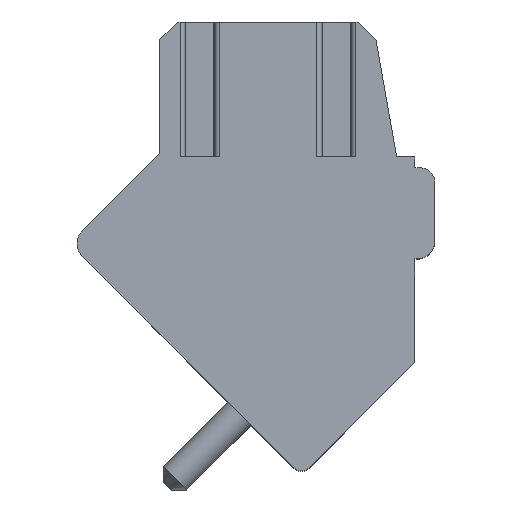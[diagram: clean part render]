
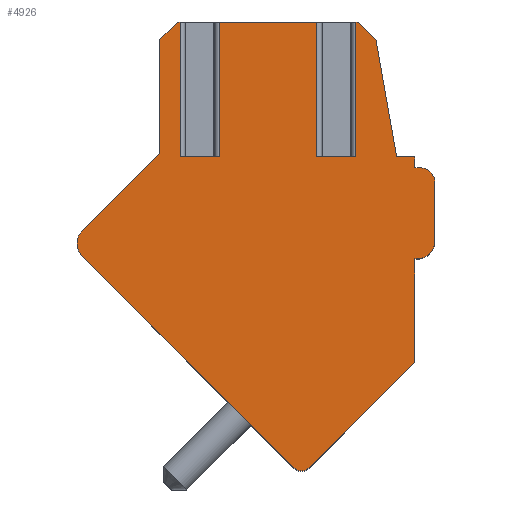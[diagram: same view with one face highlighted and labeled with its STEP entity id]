
A CAD part, top view. The second image highlights one B-rep face of the part: STEP entity #4926.
In plain terms, the highlighted planar face has unit normal (0, 0, 1).
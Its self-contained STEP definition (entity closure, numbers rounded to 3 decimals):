
#1311=DIRECTION('',(0.707,-0.707,0.));
#1312=VECTOR('',#1311,8.2);
#1313=CARTESIAN_POINT('',(-4.761,0.072,1.75));
#1314=LINE('',#1313,#1312);
#1479=DIRECTION('',(1.,0.,0.));
#1480=VECTOR('',#1479,1.07);
#1481=CARTESIAN_POINT('',(1.673,2.8,1.75));
#1482=LINE('',#1481,#1480);
#1483=DIRECTION('',(0.,1.,0.));
#1484=VECTOR('',#1483,3.7);
#1485=CARTESIAN_POINT('',(2.743,2.8,1.75));
#1486=LINE('',#1485,#1484);
#1487=DIRECTION('',(-1.,0.,0.));
#1488=VECTOR('',#1487,0.068);
#1489=CARTESIAN_POINT('',(2.811,6.5,1.75));
#1490=LINE('',#1489,#1488);
#1491=DIRECTION('',(-0.707,0.707,0.));
#1492=VECTOR('',#1491,0.677);
#1493=CARTESIAN_POINT('',(3.29,6.021,1.75));
#1494=LINE('',#1493,#1492);
#1495=DIRECTION('',(-0.174,0.985,0.));
#1496=VECTOR('',#1495,3.271);
#1497=CARTESIAN_POINT('',(3.858,2.8,1.75));
#1498=LINE('',#1497,#1496);
#1499=DIRECTION('',(-1.,0.,0.));
#1500=VECTOR('',#1499,0.5);
#1501=CARTESIAN_POINT('',(4.358,2.8,1.75));
#1502=LINE('',#1501,#1500);
#1503=DIRECTION('',(0.,1.,0.));
#1504=VECTOR('',#1503,0.3);
#1505=CARTESIAN_POINT('',(4.358,2.5,1.75));
#1506=LINE('',#1505,#1504);
#1507=DIRECTION('',(-1.,0.,0.));
#1508=VECTOR('',#1507,0.15);
#1509=CARTESIAN_POINT('',(4.508,2.5,1.75));
#1510=LINE('',#1509,#1508);
#1511=CARTESIAN_POINT('',(4.508,2.1,1.75));
#1512=DIRECTION('',(0.,0.,1.));
#1513=DIRECTION('',(1.,0.,0.));
#1514=AXIS2_PLACEMENT_3D('',#1511,#1512,#1513);
#1516=DIRECTION('',(0.,1.,0.));
#1517=VECTOR('',#1516,1.6);
#1518=CARTESIAN_POINT('',(4.908,0.5,1.75));
#1519=LINE('',#1518,#1517);
#1520=CARTESIAN_POINT('',(4.408,0.5,1.75));
#1521=DIRECTION('',(0.,0.,1.));
#1522=DIRECTION('',(0.,-1.,0.));
#1523=AXIS2_PLACEMENT_3D('',#1520,#1521,#1522);
#1525=DIRECTION('',(1.,0.,0.));
#1526=VECTOR('',#1525,0.05);
#1527=CARTESIAN_POINT('',(4.358,0.,1.75));
#1528=LINE('',#1527,#1526);
#1529=DIRECTION('',(0.,1.,0.));
#1530=VECTOR('',#1529,2.83);
#1531=CARTESIAN_POINT('',(4.358,-2.83,1.75));
#1532=LINE('',#1531,#1530);
#1533=DIRECTION('',(0.707,0.707,0.));
#1534=VECTOR('',#1533,4.096);
#1535=CARTESIAN_POINT('',(1.461,-5.727,1.75));
#1536=LINE('',#1535,#1534);
#1537=CARTESIAN_POINT('',(1.249,-5.515,1.75));
#1538=DIRECTION('',(0.,0.,1.));
#1539=DIRECTION('',(-0.707,-0.707,0.));
#1540=AXIS2_PLACEMENT_3D('',#1537,#1538,#1539);
#1542=CARTESIAN_POINT('',(-4.408,0.425,1.75));
#1543=DIRECTION('',(0.,0.,1.));
#1544=DIRECTION('',(-0.707,0.707,0.));
#1545=AXIS2_PLACEMENT_3D('',#1542,#1543,#1544);
#1547=DIRECTION('',(-0.707,-0.707,0.));
#1548=VECTOR('',#1547,2.997);
#1549=CARTESIAN_POINT('',(-2.642,2.898,1.75));
#1550=LINE('',#1549,#1548);
#1551=DIRECTION('',(0.,-1.,0.));
#1552=VECTOR('',#1551,3.111);
#1553=CARTESIAN_POINT('',(-2.642,6.009,1.75));
#1554=LINE('',#1553,#1552);
#1555=DIRECTION('',(-0.707,-0.707,0.));
#1556=VECTOR('',#1555,0.694);
#1557=CARTESIAN_POINT('',(-2.151,6.5,1.75));
#1558=LINE('',#1557,#1556);
#1559=DIRECTION('',(-1.,0.,0.));
#1560=VECTOR('',#1559,0.074);
#1561=CARTESIAN_POINT('',(-2.077,6.5,1.75));
#1562=LINE('',#1561,#1560);
#1563=DIRECTION('',(0.,1.,0.));
#1564=VECTOR('',#1563,3.7);
#1565=CARTESIAN_POINT('',(-2.077,2.8,1.75));
#1566=LINE('',#1565,#1564);
#1567=DIRECTION('',(1.,0.,0.));
#1568=VECTOR('',#1567,1.07);
#1569=CARTESIAN_POINT('',(-2.077,2.8,1.75));
#1570=LINE('',#1569,#1568);
#1571=DIRECTION('',(0.,1.,0.));
#1572=VECTOR('',#1571,3.7);
#1573=CARTESIAN_POINT('',(-1.007,2.8,1.75));
#1574=LINE('',#1573,#1572);
#1575=DIRECTION('',(-1.,0.,0.));
#1576=VECTOR('',#1575,2.68);
#1577=CARTESIAN_POINT('',(1.673,6.5,1.75));
#1578=LINE('',#1577,#1576);
#1579=DIRECTION('',(0.,1.,0.));
#1580=VECTOR('',#1579,3.7);
#1581=CARTESIAN_POINT('',(1.673,2.8,1.75));
#1582=LINE('',#1581,#1580);
#2291=CARTESIAN_POINT('',(1.673,2.8,1.75));
#2292=CARTESIAN_POINT('',(2.743,2.8,1.75));
#2293=VERTEX_POINT('',#2291);
#2294=VERTEX_POINT('',#2292);
#2295=CARTESIAN_POINT('',(2.743,6.5,1.75));
#2296=VERTEX_POINT('',#2295);
#2297=CARTESIAN_POINT('',(1.673,6.5,1.75));
#2298=VERTEX_POINT('',#2297);
#2311=CARTESIAN_POINT('',(-2.077,2.8,1.75));
#2312=CARTESIAN_POINT('',(-1.007,2.8,1.75));
#2313=VERTEX_POINT('',#2311);
#2314=VERTEX_POINT('',#2312);
#2315=CARTESIAN_POINT('',(-1.007,6.5,1.75));
#2316=VERTEX_POINT('',#2315);
#2317=CARTESIAN_POINT('',(-2.077,6.5,1.75));
#2318=VERTEX_POINT('',#2317);
#2409=CARTESIAN_POINT('',(1.037,-5.727,1.75));
#2410=CARTESIAN_POINT('',(1.461,-5.727,1.75));
#2411=VERTEX_POINT('',#2409);
#2412=VERTEX_POINT('',#2410);
#2413=CARTESIAN_POINT('',(4.358,-2.83,1.75));
#2414=VERTEX_POINT('',#2413);
#2415=CARTESIAN_POINT('',(4.358,0.,1.75));
#2416=VERTEX_POINT('',#2415);
#2417=CARTESIAN_POINT('',(4.408,0.,1.75));
#2418=VERTEX_POINT('',#2417);
#2419=CARTESIAN_POINT('',(4.908,0.5,1.75));
#2420=VERTEX_POINT('',#2419);
#2421=CARTESIAN_POINT('',(4.908,2.1,1.75));
#2422=VERTEX_POINT('',#2421);
#2423=CARTESIAN_POINT('',(4.508,2.5,1.75));
#2424=VERTEX_POINT('',#2423);
#2425=CARTESIAN_POINT('',(4.358,2.5,1.75));
#2426=VERTEX_POINT('',#2425);
#2427=CARTESIAN_POINT('',(4.358,2.8,1.75));
#2428=VERTEX_POINT('',#2427);
#2429=CARTESIAN_POINT('',(3.858,2.8,1.75));
#2430=VERTEX_POINT('',#2429);
#2431=CARTESIAN_POINT('',(3.29,6.021,1.75));
#2432=VERTEX_POINT('',#2431);
#2433=CARTESIAN_POINT('',(2.811,6.5,1.75));
#2434=VERTEX_POINT('',#2433);
#2435=CARTESIAN_POINT('',(-2.151,6.5,1.75));
#2436=CARTESIAN_POINT('',(-2.642,6.009,1.75));
#2437=VERTEX_POINT('',#2435);
#2438=VERTEX_POINT('',#2436);
#2439=CARTESIAN_POINT('',(-4.761,0.779,1.75));
#2440=CARTESIAN_POINT('',(-4.761,0.072,1.75));
#2441=VERTEX_POINT('',#2439);
#2442=VERTEX_POINT('',#2440);
#2447=CARTESIAN_POINT('',(-2.642,2.898,1.75));
#2449=VERTEX_POINT('',#2447);
#4883=CARTESIAN_POINT('',(0.,0.,1.75));
#4884=DIRECTION('',(0.,0.,1.));
#4885=DIRECTION('',(1.,0.,0.));
#4886=AXIS2_PLACEMENT_3D('',#4883,#4884,#4885);
#4887=PLANE('',#4886);
#4889=ORIENTED_EDGE('',*,*,#4888,.T.);
#4891=ORIENTED_EDGE('',*,*,#4890,.T.);
#4892=ORIENTED_EDGE('',*,*,#3074,.F.);
#4893=ORIENTED_EDGE('',*,*,#3248,.F.);
#4894=ORIENTED_EDGE('',*,*,#3262,.F.);
#4895=ORIENTED_EDGE('',*,*,#3276,.F.);
#4896=ORIENTED_EDGE('',*,*,#3305,.F.);
#4897=ORIENTED_EDGE('',*,*,#3321,.F.);
#4898=ORIENTED_EDGE('',*,*,#3866,.F.);
#4899=ORIENTED_EDGE('',*,*,#3908,.F.);
#4900=ORIENTED_EDGE('',*,*,#3950,.F.);
#4901=ORIENTED_EDGE('',*,*,#3992,.F.);
#4902=ORIENTED_EDGE('',*,*,#4041,.F.);
#4903=ORIENTED_EDGE('',*,*,#4636,.F.);
#4904=ORIENTED_EDGE('',*,*,#4742,.F.);
#4905=ORIENTED_EDGE('',*,*,#4687,.F.);
#4907=ORIENTED_EDGE('',*,*,#4906,.F.);
#4909=ORIENTED_EDGE('',*,*,#4908,.F.);
#4911=ORIENTED_EDGE('',*,*,#4910,.F.);
#4913=ORIENTED_EDGE('',*,*,#4912,.F.);
#4914=ORIENTED_EDGE('',*,*,#3106,.F.);
#4916=ORIENTED_EDGE('',*,*,#4915,.F.);
#4918=ORIENTED_EDGE('',*,*,#4917,.T.);
#4920=ORIENTED_EDGE('',*,*,#4919,.T.);
#4921=ORIENTED_EDGE('',*,*,#3090,.F.);
#4923=ORIENTED_EDGE('',*,*,#4922,.F.);
#4924=EDGE_LOOP('',(#4889,#4891,#4892,#4893,#4894,#4895,#4896,#4897,#4898,#4899,
#4900,#4901,#4902,#4903,#4904,#4905,#4907,#4909,#4911,#4913,#4914,#4916,#4918,
#4920,#4921,#4923));
#4925=FACE_OUTER_BOUND('',#4924,.F.);
#1515=CIRCLE('',#1514,0.4);
#1524=CIRCLE('',#1523,0.5);
#1541=CIRCLE('',#1540,0.3);
#1546=CIRCLE('',#1545,0.5);
#3074=EDGE_CURVE('',#2434,#2296,#1490,.T.);
#3090=EDGE_CURVE('',#2298,#2316,#1578,.T.);
#3106=EDGE_CURVE('',#2318,#2437,#1562,.T.);
#3248=EDGE_CURVE('',#2432,#2434,#1494,.T.);
#3262=EDGE_CURVE('',#2430,#2432,#1498,.T.);
#3276=EDGE_CURVE('',#2428,#2430,#1502,.T.);
#3305=EDGE_CURVE('',#2426,#2428,#1506,.T.);
#3321=EDGE_CURVE('',#2424,#2426,#1510,.T.);
#3866=EDGE_CURVE('',#2422,#2424,#1515,.T.);
#3908=EDGE_CURVE('',#2420,#2422,#1519,.T.);
#3950=EDGE_CURVE('',#2418,#2420,#1524,.T.);
#3992=EDGE_CURVE('',#2416,#2418,#1528,.T.);
#4041=EDGE_CURVE('',#2414,#2416,#1532,.T.);
#4636=EDGE_CURVE('',#2412,#2414,#1536,.T.);
#4687=EDGE_CURVE('',#2442,#2411,#1314,.T.);
#4742=EDGE_CURVE('',#2411,#2412,#1541,.T.);
#4888=EDGE_CURVE('',#2293,#2294,#1482,.T.);
#4890=EDGE_CURVE('',#2294,#2296,#1486,.T.);
#4906=EDGE_CURVE('',#2441,#2442,#1546,.T.);
#4908=EDGE_CURVE('',#2449,#2441,#1550,.T.);
#4910=EDGE_CURVE('',#2438,#2449,#1554,.T.);
#4912=EDGE_CURVE('',#2437,#2438,#1558,.T.);
#4915=EDGE_CURVE('',#2313,#2318,#1566,.T.);
#4917=EDGE_CURVE('',#2313,#2314,#1570,.T.);
#4919=EDGE_CURVE('',#2314,#2316,#1574,.T.);
#4922=EDGE_CURVE('',#2293,#2298,#1582,.T.);
#4926=ADVANCED_FACE('',(#4925),#4887,.T.);
